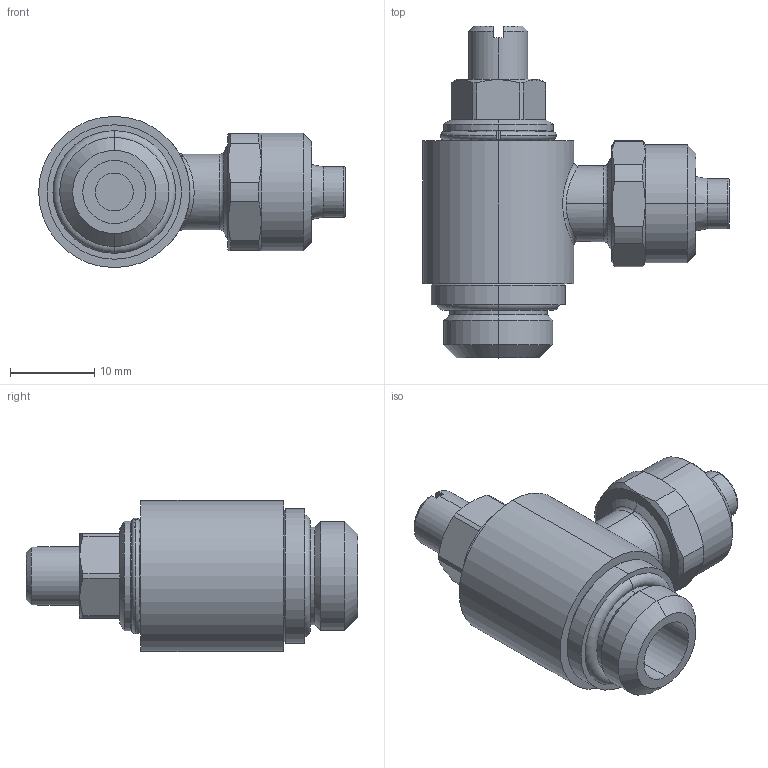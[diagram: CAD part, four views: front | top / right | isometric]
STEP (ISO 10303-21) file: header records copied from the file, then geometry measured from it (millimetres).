
FILE_DESCRIPTION (( 'STEP AP203' ), '1' );
FILE_NAME ('04100C42.STEP', '2010-04-19T12:38:10', ( '' ), ( 'sopra-pneumatic' ), 'SwSTEP 2.0', 'SolidWorks 2009', '' );
FILE_SCHEMA (( 'CONFIG_CONTROL_DESIGN' ));
Length unit declared in the file: millimetre
Products named in the file (1): 04100C42
Bounding box: 36.5 x 39.51 x 18 mm (x, y, z)
Volume: 8109.5 mm3; surface area: 3603.9 mm2
Topology: 2 solids, 4 shells, 130 faces, 279 edges, 170 vertices
Faces by surface type: cylinder 49, plane 41, cone 30, torus 8, bspline 2
Entity records: 4614 total; most frequent: CARTESIAN_POINT 1701, DIRECTION 631, ORIENTED_EDGE 558, EDGE_CURVE 279, AXIS2_PLACEMENT_3D 268, VERTEX_POINT 170, EDGE_LOOP 143, CIRCLE 139
